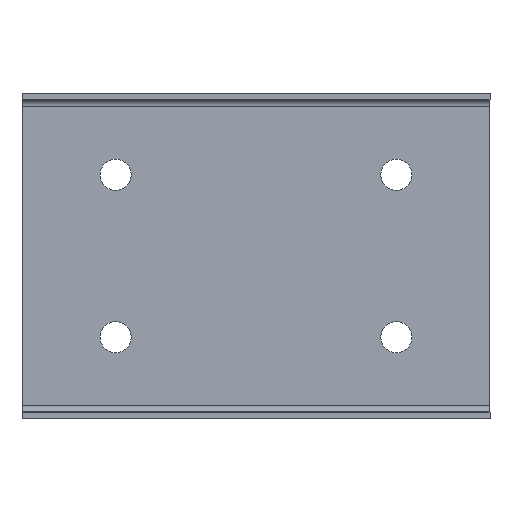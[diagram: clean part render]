
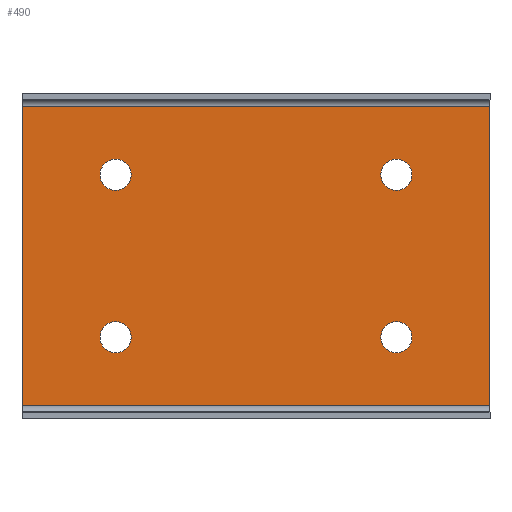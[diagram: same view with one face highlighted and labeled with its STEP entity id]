
A CAD part, front view. The second image highlights one B-rep face of the part: STEP entity #490.
In plain terms, the highlighted planar face has unit normal (0, -1, 0).
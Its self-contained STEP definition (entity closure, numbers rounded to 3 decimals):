
#2 = VERTEX_POINT ( 'NONE', #177 ) ;
#9 = DIRECTION ( 'NONE',  ( 0., -1., 0. ) ) ;
#10 = PLANE ( 'NONE',  #561 ) ;
#24 = EDGE_LOOP ( 'NONE', ( #860, #538 ) ) ;
#27 = CIRCLE ( 'NONE', #128, 5. ) ;
#37 = CIRCLE ( 'NONE', #67, 5. ) ;
#53 = CARTESIAN_POINT ( 'NONE',  ( 45., -2., 31. ) ) ;
#55 = EDGE_CURVE ( 'NONE', #460, #430, #37, .T. ) ;
#63 = LINE ( 'NONE', #598, #773 ) ;
#66 = CARTESIAN_POINT ( 'NONE',  ( -75., -2., 52. ) ) ;
#67 = AXIS2_PLACEMENT_3D ( 'NONE', #95, #310, #679 ) ;
#69 = ORIENTED_EDGE ( 'NONE', *, *, #482, .F. ) ;
#86 = EDGE_LOOP ( 'NONE', ( #523, #913 ) ) ;
#93 = VERTEX_POINT ( 'NONE', #225 ) ;
#95 = CARTESIAN_POINT ( 'NONE',  ( -45., -2., -26. ) ) ;
#97 = DIRECTION ( 'NONE',  ( 1., 0., 0. ) ) ;
#103 = CIRCLE ( 'NONE', #364, 5. ) ;
#114 = DIRECTION ( 'NONE',  ( -1., 0., 0. ) ) ;
#115 = EDGE_LOOP ( 'NONE', ( #300, #238 ) ) ;
#126 = CARTESIAN_POINT ( 'NONE',  ( 45., -2., 26. ) ) ;
#128 = AXIS2_PLACEMENT_3D ( 'NONE', #794, #658, #358 ) ;
#140 = EDGE_CURVE ( 'NONE', #232, #312, #191, .T. ) ;
#143 = CARTESIAN_POINT ( 'NONE',  ( -45., -2., -31. ) ) ;
#151 = FACE_OUTER_BOUND ( 'NONE', #662, .T. ) ;
#156 = CIRCLE ( 'NONE', #919, 5. ) ;
#158 = CARTESIAN_POINT ( 'NONE',  ( -45., -2., 26. ) ) ;
#176 = CIRCLE ( 'NONE', #864, 5. ) ;
#177 = CARTESIAN_POINT ( 'NONE',  ( 75., -2., -48. ) ) ;
#191 = CIRCLE ( 'NONE', #759, 5. ) ;
#195 = ORIENTED_EDGE ( 'NONE', *, *, #686, .F. ) ;
#196 = CIRCLE ( 'NONE', #730, 5. ) ;
#197 = CIRCLE ( 'NONE', #254, 5. ) ;
#204 = ORIENTED_EDGE ( 'NONE', *, *, #833, .F. ) ;
#224 = EDGE_CURVE ( 'NONE', #93, #797, #27, .T. ) ;
#225 = CARTESIAN_POINT ( 'NONE',  ( -45., -2., 31. ) ) ;
#228 = FACE_BOUND ( 'NONE', #86, .T. ) ;
#232 = VERTEX_POINT ( 'NONE', #897 ) ;
#236 = DIRECTION ( 'NONE',  ( 0., -1., 0. ) ) ;
#237 = DIRECTION ( 'NONE',  ( 0., 0., -1. ) ) ;
#238 = ORIENTED_EDGE ( 'NONE', *, *, #140, .F. ) ;
#248 = DIRECTION ( 'NONE',  ( 0., 0., -1. ) ) ;
#253 = VECTOR ( 'NONE', #854, 1000. ) ;
#254 = AXIS2_PLACEMENT_3D ( 'NONE', #540, #458, #743 ) ;
#300 = ORIENTED_EDGE ( 'NONE', *, *, #328, .F. ) ;
#310 = DIRECTION ( 'NONE',  ( 0., -1., 0. ) ) ;
#312 = VERTEX_POINT ( 'NONE', #450 ) ;
#327 = EDGE_CURVE ( 'NONE', #797, #93, #103, .T. ) ;
#328 = EDGE_CURVE ( 'NONE', #312, #232, #197, .T. ) ;
#348 = EDGE_CURVE ( 'NONE', #430, #460, #176, .T. ) ;
#358 = DIRECTION ( 'NONE',  ( 0., 0., -1. ) ) ;
#364 = AXIS2_PLACEMENT_3D ( 'NONE', #158, #236, #248 ) ;
#370 = CARTESIAN_POINT ( 'NONE',  ( 45., -2., 26. ) ) ;
#383 = EDGE_LOOP ( 'NONE', ( #629, #816 ) ) ;
#387 = FACE_BOUND ( 'NONE', #24, .T. ) ;
#403 = VECTOR ( 'NONE', #442, 1000. ) ;
#408 = VERTEX_POINT ( 'NONE', #562 ) ;
#429 = DIRECTION ( 'NONE',  ( 0., 0., -1. ) ) ;
#430 = VERTEX_POINT ( 'NONE', #496 ) ;
#442 = DIRECTION ( 'NONE',  ( 0., 0., 1. ) ) ;
#444 = EDGE_CURVE ( 'NONE', #408, #604, #801, .T. ) ;
#450 = CARTESIAN_POINT ( 'NONE',  ( 45., -2., -21. ) ) ;
#458 = DIRECTION ( 'NONE',  ( 0., -1., 0. ) ) ;
#460 = VERTEX_POINT ( 'NONE', #143 ) ;
#469 = VERTEX_POINT ( 'NONE', #491 ) ;
#482 = EDGE_CURVE ( 'NONE', #604, #469, #63, .T. ) ;
#490 = ADVANCED_FACE ( 'NONE', ( #729, #228, #802, #387, #151 ), #10, .T. ) ;
#491 = CARTESIAN_POINT ( 'NONE',  ( 75., -2., 48. ) ) ;
#494 = CARTESIAN_POINT ( 'NONE',  ( 45., -2., 21. ) ) ;
#496 = CARTESIAN_POINT ( 'NONE',  ( -45., -2., -21. ) ) ;
#519 = DIRECTION ( 'NONE',  ( 0., -1., 0. ) ) ;
#523 = ORIENTED_EDGE ( 'NONE', *, *, #852, .F. ) ;
#538 = ORIENTED_EDGE ( 'NONE', *, *, #55, .F. ) ;
#540 = CARTESIAN_POINT ( 'NONE',  ( 45., -2., -26. ) ) ;
#544 = CARTESIAN_POINT ( 'NONE',  ( 75., -2., -48. ) ) ;
#559 = EDGE_CURVE ( 'NONE', #844, #872, #156, .T. ) ;
#561 = AXIS2_PLACEMENT_3D ( 'NONE', #670, #519, #237 ) ;
#562 = CARTESIAN_POINT ( 'NONE',  ( -75., -2., -48. ) ) ;
#582 = CARTESIAN_POINT ( 'NONE',  ( 45., -2., -26. ) ) ;
#588 = DIRECTION ( 'NONE',  ( 0., -1., 0. ) ) ;
#594 = ORIENTED_EDGE ( 'NONE', *, *, #444, .F. ) ;
#598 = CARTESIAN_POINT ( 'NONE',  ( -75., -2., 48. ) ) ;
#604 = VERTEX_POINT ( 'NONE', #627 ) ;
#627 = CARTESIAN_POINT ( 'NONE',  ( -75., -2., 48. ) ) ;
#629 = ORIENTED_EDGE ( 'NONE', *, *, #224, .F. ) ;
#636 = CARTESIAN_POINT ( 'NONE',  ( -45., -2., 21. ) ) ;
#658 = DIRECTION ( 'NONE',  ( 0., -1., 0. ) ) ;
#661 = DIRECTION ( 'NONE',  ( 0., 0., -1. ) ) ;
#662 = EDGE_LOOP ( 'NONE', ( #594, #195, #204, #69 ) ) ;
#670 = CARTESIAN_POINT ( 'NONE',  ( 0., -2., 0. ) ) ;
#679 = DIRECTION ( 'NONE',  ( 0., 0., -1. ) ) ;
#686 = EDGE_CURVE ( 'NONE', #2, #408, #767, .T. ) ;
#702 = DIRECTION ( 'NONE',  ( 0., -1., 0. ) ) ;
#714 = LINE ( 'NONE', #789, #253 ) ;
#729 = FACE_BOUND ( 'NONE', #383, .T. ) ;
#730 = AXIS2_PLACEMENT_3D ( 'NONE', #126, #702, #912 ) ;
#743 = DIRECTION ( 'NONE',  ( 0., 0., -1. ) ) ;
#759 = AXIS2_PLACEMENT_3D ( 'NONE', #582, #588, #874 ) ;
#767 = LINE ( 'NONE', #544, #838 ) ;
#773 = VECTOR ( 'NONE', #97, 1000. ) ;
#789 = CARTESIAN_POINT ( 'NONE',  ( 75., -2., 52. ) ) ;
#792 = CARTESIAN_POINT ( 'NONE',  ( -45., -2., -26. ) ) ;
#794 = CARTESIAN_POINT ( 'NONE',  ( -45., -2., 26. ) ) ;
#797 = VERTEX_POINT ( 'NONE', #636 ) ;
#801 = LINE ( 'NONE', #66, #403 ) ;
#802 = FACE_BOUND ( 'NONE', #115, .T. ) ;
#815 = DIRECTION ( 'NONE',  ( 0., -1., 0. ) ) ;
#816 = ORIENTED_EDGE ( 'NONE', *, *, #327, .F. ) ;
#833 = EDGE_CURVE ( 'NONE', #469, #2, #714, .T. ) ;
#838 = VECTOR ( 'NONE', #114, 1000. ) ;
#844 = VERTEX_POINT ( 'NONE', #494 ) ;
#852 = EDGE_CURVE ( 'NONE', #872, #844, #196, .T. ) ;
#854 = DIRECTION ( 'NONE',  ( 0., 0., -1. ) ) ;
#860 = ORIENTED_EDGE ( 'NONE', *, *, #348, .F. ) ;
#864 = AXIS2_PLACEMENT_3D ( 'NONE', #792, #9, #429 ) ;
#872 = VERTEX_POINT ( 'NONE', #53 ) ;
#874 = DIRECTION ( 'NONE',  ( 0., 0., -1. ) ) ;
#897 = CARTESIAN_POINT ( 'NONE',  ( 45., -2., -31. ) ) ;
#912 = DIRECTION ( 'NONE',  ( 0., 0., -1. ) ) ;
#913 = ORIENTED_EDGE ( 'NONE', *, *, #559, .F. ) ;
#919 = AXIS2_PLACEMENT_3D ( 'NONE', #370, #815, #661 ) ;
